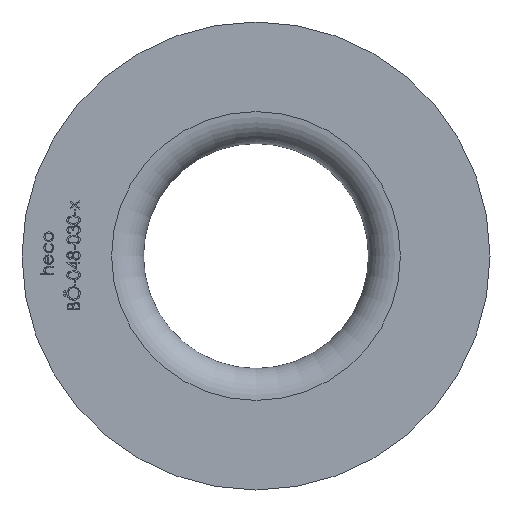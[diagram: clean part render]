
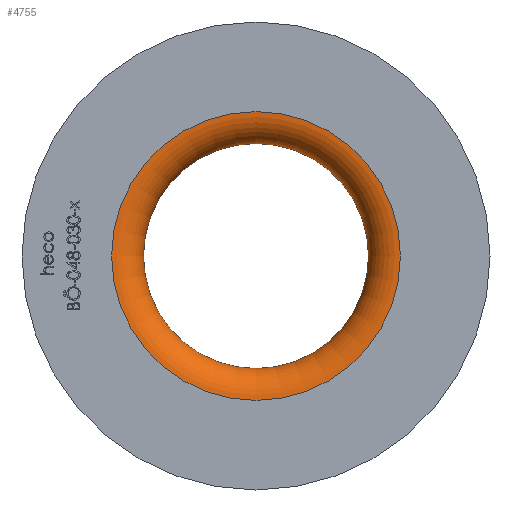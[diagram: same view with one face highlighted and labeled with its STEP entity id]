
A CAD part, left-side view. The second image highlights one B-rep face of the part: STEP entity #4755.
In plain terms, the highlighted toroidal (fillet/blend) face has major radius 27.15 mm and minor radius 6 mm.
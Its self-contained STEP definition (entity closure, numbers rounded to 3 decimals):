
#908 = DIRECTION ( 'NONE',  ( 0., 0., 1. ) ) ;
#1215 = VERTEX_POINT ( 'NONE', #2453 ) ;
#1373 = CARTESIAN_POINT ( 'NONE',  ( 6., 0., 21.15 ) ) ;
#2453 = CARTESIAN_POINT ( 'NONE',  ( 0., 0., 27.15 ) ) ;
#2985 = DIRECTION ( 'NONE',  ( -1., 0., 0. ) ) ;
#3448 = ORIENTED_EDGE ( 'NONE', *, *, #15216, .T. ) ;
#3479 = FACE_OUTER_BOUND ( 'NONE', #15038, .T. ) ;
#4262 = AXIS2_PLACEMENT_3D ( 'NONE', #13549, #9580, #4637 ) ;
#4556 = FACE_OUTER_BOUND ( 'NONE', #15533, .T. ) ;
#4637 = DIRECTION ( 'NONE',  ( 0., 0., 1. ) ) ;
#4755 = ADVANCED_FACE ( 'NONE', ( #3479, #4556 ), #12182, .T. ) ;
#6371 = EDGE_CURVE ( 'NONE', #13897, #13897, #14475, .T. ) ;
#7355 = CARTESIAN_POINT ( 'NONE',  ( 6., 0., 0. ) ) ;
#7698 = AXIS2_PLACEMENT_3D ( 'NONE', #8006, #2985, #908 ) ;
#8006 = CARTESIAN_POINT ( 'NONE',  ( 0., 0., 0. ) ) ;
#8537 = ORIENTED_EDGE ( 'NONE', *, *, #6371, .F. ) ;
#9580 = DIRECTION ( 'NONE',  ( -1., 0., 0. ) ) ;
#11424 = CIRCLE ( 'NONE', #7698, 27.15 ) ;
#12182 = TOROIDAL_SURFACE ( 'NONE', #4262, 27.15, 6. ) ;
#12334 = DIRECTION ( 'NONE',  ( 0., 0., 1. ) ) ;
#12678 = AXIS2_PLACEMENT_3D ( 'NONE', #7355, #14953, #12334 ) ;
#13549 = CARTESIAN_POINT ( 'NONE',  ( 6., 0., 0. ) ) ;
#13897 = VERTEX_POINT ( 'NONE', #1373 ) ;
#14475 = CIRCLE ( 'NONE', #12678, 21.15 ) ;
#14953 = DIRECTION ( 'NONE',  ( -1., 0., 0. ) ) ;
#15038 = EDGE_LOOP ( 'NONE', ( #8537 ) ) ;
#15216 = EDGE_CURVE ( 'NONE', #1215, #1215, #11424, .T. ) ;
#15533 = EDGE_LOOP ( 'NONE', ( #3448 ) ) ;
